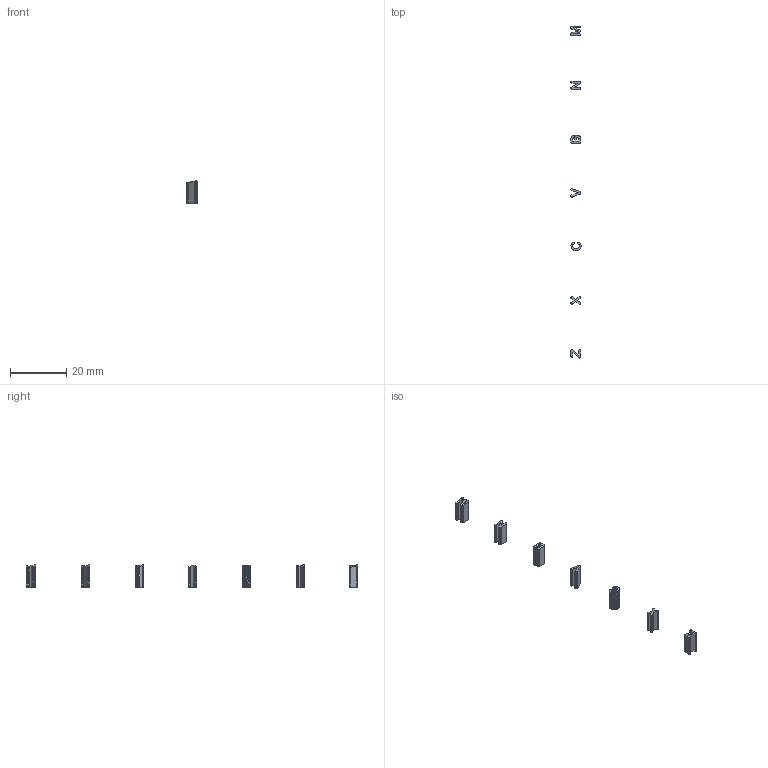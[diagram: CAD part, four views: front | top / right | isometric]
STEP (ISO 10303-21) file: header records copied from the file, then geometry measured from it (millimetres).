
FILE_DESCRIPTION(('CATIA V5 STEP Exchange'),'2;1');
FILE_NAME('Full Set (Legend Only).stp','2019-05-13T10:55:19+00:00',('none'),('none'),'CATIA Version 5 Release 20 GA (IN-10)','CATIA V5 STEP AP203','none');
FILE_SCHEMA(('CONFIG_CONTROL_DESIGN'));
Length unit declared in the file: millimetre
Products named in the file (8): Keycap Full Assembly; 1u - Z - Assembly; 1u - X - Assembly; 1u - V - Assembly; 1u - C -Assembly; 1u - B - Assembly; 1u - M - Assembly; 1u - N - Assembly
Assembly tree (14 placements, depth 3):
  Keycap Full Assembly
    1u - Z - Assembly
      #66
    1u - X - Assembly
      #3226
    1u - V - Assembly
      #7898
    1u - C -Assembly
      #11025
    1u - B - Assembly
      #14689
    1u - M - Assembly
      #18704
    1u - N - Assembly
      #22823
Bounding box: 3.61 x 117.93 x 7.9 mm (x, y, z)
Volume: 322.4 mm3; surface area: 1040.7 mm2
Topology: 7 solids, 7 shells, 724 faces, 2130 edges, 1420 vertices
Faces by surface type: plane 717, cylinder 7
Entity records: 26002 total; most frequent: CARTESIAN_POINT 7807, ORIENTED_EDGE 4260, DIRECTION 2930, EDGE_CURVE 2130, VECTOR 1432, LINE 1432, VERTEX_POINT 1420, AXIS2_PLACEMENT_3D 749
